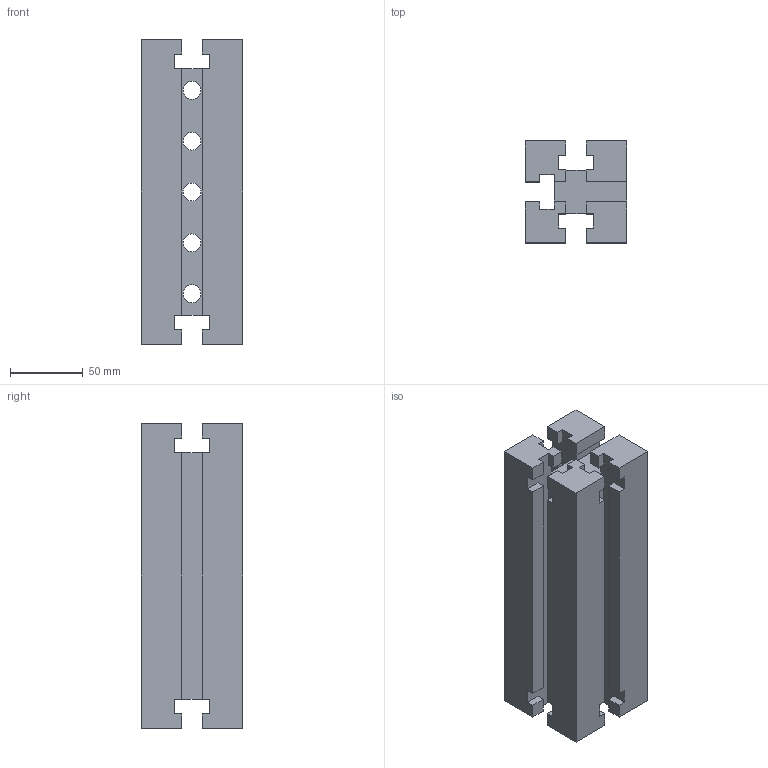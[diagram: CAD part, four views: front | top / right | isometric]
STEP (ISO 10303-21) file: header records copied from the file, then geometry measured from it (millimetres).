
FILE_DESCRIPTION(('STEP AP214'),'1');
FILE_NAME(' ',' ',('TraceParts'),('TraceParts S.A.'),'XStep 1.0',' ',' ');
FILE_SCHEMA(('automotive_design'));
Length unit declared in the file: millimetre
Products named in the file (1): 1
Bounding box: 70 x 70 x 210 mm (x, y, z)
Volume: 720561.2 mm3; surface area: 110714.1 mm2
Topology: 1 solids, 1 shells, 136 faces, 402 edges, 268 vertices
Faces by surface type: plane 126, cylinder 10
Entity records: 8948 total; most frequent: STYLED_ITEM 807, PRESENTATION_STYLE_ASSIGNMENT 807, CARTESIAN_POINT 807, COLOUR_RGB 807, ORIENTED_EDGE 804, DIRECTION 696, EDGE_CURVE 402, CURVE_STYLE 402
